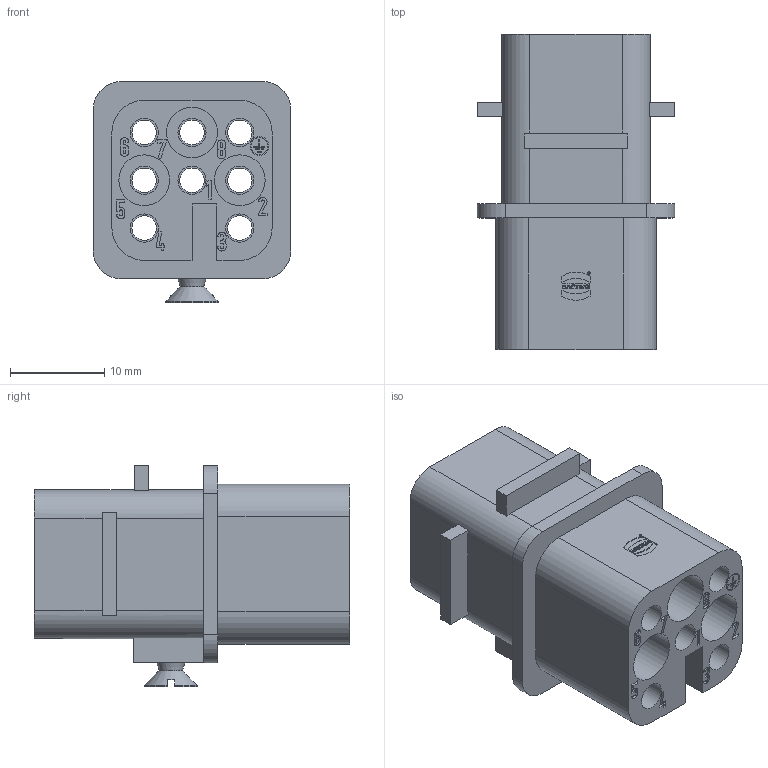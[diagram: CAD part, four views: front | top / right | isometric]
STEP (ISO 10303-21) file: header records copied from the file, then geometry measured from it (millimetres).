
FILE_DESCRIPTION(/* description */ (''),/* implementation_level */ '2;1');
FILE_NAME(/* name */ '100179185ugm000_b.stp',/* time_stamp */ '2017-09-28T17:33:24+02:00',/* author */ (''),/* organization */ (''),/* preprocessor_version */ 'ST-DEVELOPER v16',/* originating_system */ 'SIEMENS PLM Software NX 10.0',/* authorisation */ '');
FILE_SCHEMA (('AUTOMOTIVE_DESIGN { 1 0 10303 214 3 1 1 1 }'));
Length unit declared in the file: millimetre
Products named in the file (1): 100179185ugm000_b
Bounding box: 21 x 33.5 x 23.5 mm (x, y, z)
Volume: 6382.4 mm3; surface area: 6245.2 mm2
Topology: 1 solids, 1 shells, 494 faces, 1278 edges, 861 vertices
Faces by surface type: plane 372, cylinder 110, bspline 9, cone 3
Full cylindrical faces by diameter (mm): 0.226 x1, 0.296 x1, 1.8 x1, 2 x1, 2.025 x1, 2.6 x8, 3 x9, 3.7 x8, 5.4 x3
Entity records: 18095 total; most frequent: CARTESIAN_POINT 3096, ORIENTED_EDGE 2486, DIRECTION 2431, EDGE_CURVE 1243, LINE 973, VECTOR 973, VERTEX_POINT 852, AXIS2_PLACEMENT_3D 729
